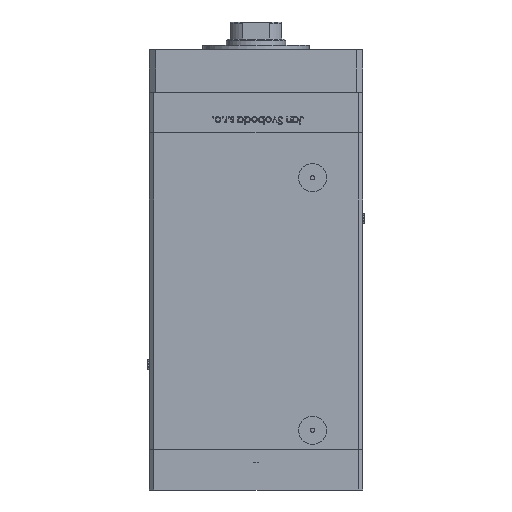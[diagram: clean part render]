
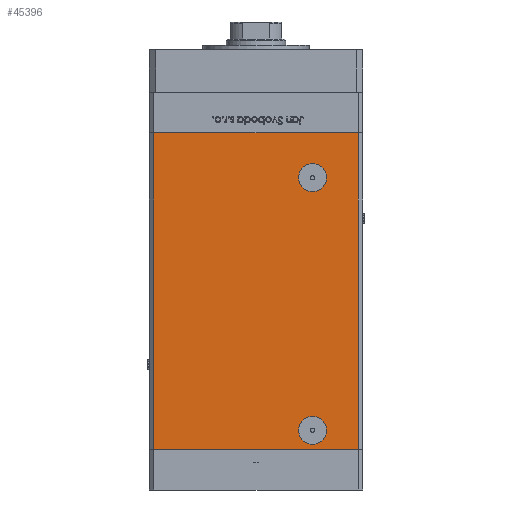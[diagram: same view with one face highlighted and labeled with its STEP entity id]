
A CAD part, front view. The second image highlights one B-rep face of the part: STEP entity #45396.
In plain terms, the highlighted planar face has unit normal (0, -1, 0).
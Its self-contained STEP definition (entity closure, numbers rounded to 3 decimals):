
#26 = LINE ( 'NONE', #30549, #34318 ) ;
#1992 = EDGE_LOOP ( 'NONE', ( #45789, #32987, #2116, #30071 ) ) ;
#2116 = ORIENTED_EDGE ( 'NONE', *, *, #18692, .F. ) ;
#2944 = DIRECTION ( 'NONE',  ( 0., 0., -1. ) ) ;
#3631 = EDGE_CURVE ( 'NONE', #54893, #33447, #41493, .T. ) ;
#4087 = VECTOR ( 'NONE', #44433, 1000. ) ;
#5065 = VERTEX_POINT ( 'NONE', #28857 ) ;
#5377 = DIRECTION ( 'NONE',  ( 0., -1., 0. ) ) ;
#5385 = CIRCLE ( 'NONE', #50503, 6.58 ) ;
#5793 = EDGE_CURVE ( 'NONE', #47072, #10657, #40111, .T. ) ;
#6248 = CARTESIAN_POINT ( 'NONE',  ( 26.5, -43.5, 15.58 ) ) ;
#7337 = CARTESIAN_POINT ( 'NONE',  ( -48., -43.5, 148.5 ) ) ;
#8416 = ORIENTED_EDGE ( 'NONE', *, *, #21414, .F. ) ;
#9024 = VERTEX_POINT ( 'NONE', #31861 ) ;
#10052 = AXIS2_PLACEMENT_3D ( 'NONE', #24185, #20980, #55545 ) ;
#10247 = CARTESIAN_POINT ( 'NONE',  ( 26.5, -43.5, 2.42 ) ) ;
#10657 = VERTEX_POINT ( 'NONE', #49574 ) ;
#11314 = EDGE_CURVE ( 'NONE', #5065, #9024, #18029, .T. ) ;
#11925 = PLANE ( 'NONE',  #49734 ) ;
#12499 = LINE ( 'NONE', #42444, #55021 ) ;
#13512 = EDGE_LOOP ( 'NONE', ( #34681, #51881 ) ) ;
#13898 = AXIS2_PLACEMENT_3D ( 'NONE', #40808, #5377, #27290 ) ;
#18029 = CIRCLE ( 'NONE', #39100, 6.58 ) ;
#18692 = EDGE_CURVE ( 'NONE', #46561, #47072, #12499, .T. ) ;
#20290 = FACE_OUTER_BOUND ( 'NONE', #1992, .T. ) ;
#20856 = FACE_BOUND ( 'NONE', #55230, .T. ) ;
#20980 = DIRECTION ( 'NONE',  ( 0., -1., 0. ) ) ;
#21414 = EDGE_CURVE ( 'NONE', #33447, #54893, #24758, .T. ) ;
#24075 = CARTESIAN_POINT ( 'NONE',  ( 26.5, -43.5, 127.5 ) ) ;
#24185 = CARTESIAN_POINT ( 'NONE',  ( 26.5, -43.5, 9. ) ) ;
#24758 = CIRCLE ( 'NONE', #10052, 6.58 ) ;
#26874 = CARTESIAN_POINT ( 'NONE',  ( 48., -43.5, 148.5 ) ) ;
#27290 = DIRECTION ( 'NONE',  ( 0., 0., -1. ) ) ;
#28857 = CARTESIAN_POINT ( 'NONE',  ( 26.5, -43.5, 134.08 ) ) ;
#30060 = DIRECTION ( 'NONE',  ( 1., 0., 0. ) ) ;
#30071 = ORIENTED_EDGE ( 'NONE', *, *, #50299, .T. ) ;
#30549 = CARTESIAN_POINT ( 'NONE',  ( -48., -43.5, 0. ) ) ;
#30830 = DIRECTION ( 'NONE',  ( 1., 0., 0. ) ) ;
#31861 = CARTESIAN_POINT ( 'NONE',  ( 26.5, -43.5, 120.92 ) ) ;
#32987 = ORIENTED_EDGE ( 'NONE', *, *, #5793, .F. ) ;
#33412 = CARTESIAN_POINT ( 'NONE',  ( 26.5, -43.5, 127.5 ) ) ;
#33447 = VERTEX_POINT ( 'NONE', #10247 ) ;
#33810 = FACE_BOUND ( 'NONE', #13512, .T. ) ;
#34318 = VECTOR ( 'NONE', #30830, 1000. ) ;
#34681 = ORIENTED_EDGE ( 'NONE', *, *, #36516, .T. ) ;
#36516 = EDGE_CURVE ( 'NONE', #9024, #5065, #5385, .T. ) ;
#37547 = DIRECTION ( 'NONE',  ( 0., 0., 1. ) ) ;
#37873 = LINE ( 'NONE', #7337, #42541 ) ;
#38004 = DIRECTION ( 'NONE',  ( 0., 0., -1. ) ) ;
#38438 = DIRECTION ( 'NONE',  ( 0., 0., -1. ) ) ;
#39100 = AXIS2_PLACEMENT_3D ( 'NONE', #24075, #41625, #2944 ) ;
#40111 = LINE ( 'NONE', #26874, #4087 ) ;
#40808 = CARTESIAN_POINT ( 'NONE',  ( 26.5, -43.5, 9. ) ) ;
#41493 = CIRCLE ( 'NONE', #13898, 6.58 ) ;
#41625 = DIRECTION ( 'NONE',  ( 0., 1., 0. ) ) ;
#42444 = CARTESIAN_POINT ( 'NONE',  ( -48., -43.5, 148.5 ) ) ;
#42541 = VECTOR ( 'NONE', #38438, 1000. ) ;
#42614 = DIRECTION ( 'NONE',  ( 0., 1., 0. ) ) ;
#44433 = DIRECTION ( 'NONE',  ( 0., 0., -1. ) ) ;
#45396 = ADVANCED_FACE ( 'NONE', ( #20856, #20290, #33810 ), #11925, .F. ) ;
#45789 = ORIENTED_EDGE ( 'NONE', *, *, #51620, .T. ) ;
#46561 = VERTEX_POINT ( 'NONE', #56748 ) ;
#47057 = CARTESIAN_POINT ( 'NONE',  ( -48., -43.5, 148.5 ) ) ;
#47072 = VERTEX_POINT ( 'NONE', #56292 ) ;
#47341 = DIRECTION ( 'NONE',  ( 0., 1., 0. ) ) ;
#48814 = VERTEX_POINT ( 'NONE', #55521 ) ;
#49574 = CARTESIAN_POINT ( 'NONE',  ( 48., -43.5, 0. ) ) ;
#49725 = ORIENTED_EDGE ( 'NONE', *, *, #3631, .F. ) ;
#49734 = AXIS2_PLACEMENT_3D ( 'NONE', #47057, #47341, #37547 ) ;
#50299 = EDGE_CURVE ( 'NONE', #46561, #48814, #37873, .T. ) ;
#50503 = AXIS2_PLACEMENT_3D ( 'NONE', #33412, #42614, #38004 ) ;
#51620 = EDGE_CURVE ( 'NONE', #48814, #10657, #26, .T. ) ;
#51881 = ORIENTED_EDGE ( 'NONE', *, *, #11314, .T. ) ;
#54893 = VERTEX_POINT ( 'NONE', #6248 ) ;
#55021 = VECTOR ( 'NONE', #30060, 1000. ) ;
#55230 = EDGE_LOOP ( 'NONE', ( #8416, #49725 ) ) ;
#55521 = CARTESIAN_POINT ( 'NONE',  ( -48., -43.5, 0. ) ) ;
#55545 = DIRECTION ( 'NONE',  ( 0., 0., -1. ) ) ;
#56292 = CARTESIAN_POINT ( 'NONE',  ( 48., -43.5, 148.5 ) ) ;
#56748 = CARTESIAN_POINT ( 'NONE',  ( -48., -43.5, 148.5 ) ) ;
